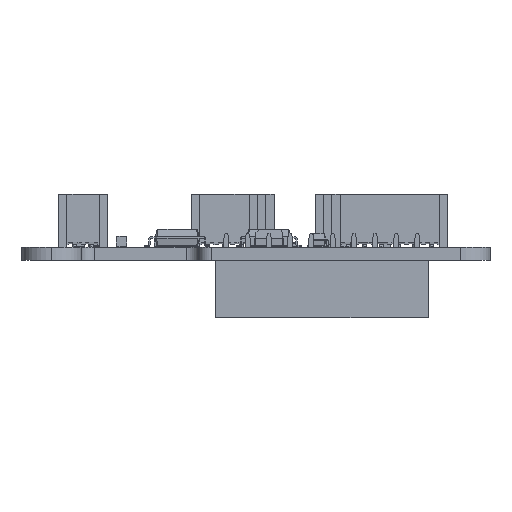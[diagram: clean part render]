
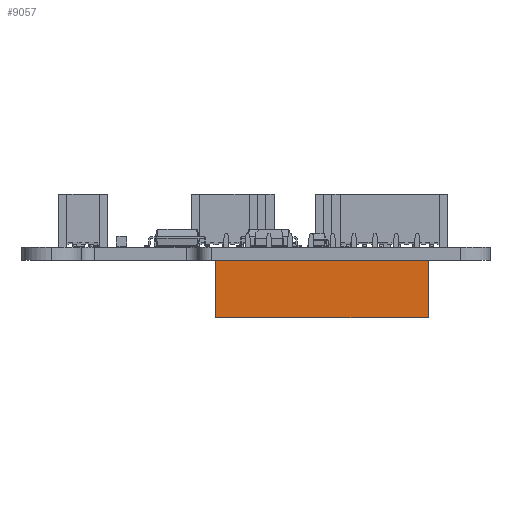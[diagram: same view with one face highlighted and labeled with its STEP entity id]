
A CAD part, left-side view. The second image highlights one B-rep face of the part: STEP entity #9057.
In plain terms, the highlighted face is planar.
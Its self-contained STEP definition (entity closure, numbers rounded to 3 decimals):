
#9057 = ADVANCED_FACE('',(#9058),#9092,.F.);
#9058 = FACE_BOUND('',#9059,.F.);
#9059 = EDGE_LOOP('',(#9060,#9070,#9078,#9086));
#9060 = ORIENTED_EDGE('',*,*,#9061,.T.);
#9061 = EDGE_CURVE('',#9062,#9064,#9066,.T.);
#9062 = VERTEX_POINT('',#9063);
#9063 = CARTESIAN_POINT('',(1.27,-24.13,0.));
#9064 = VERTEX_POINT('',#9065);
#9065 = CARTESIAN_POINT('',(1.27,-24.13,7.));
#9066 = LINE('',#9067,#9068);
#9067 = CARTESIAN_POINT('',(1.27,-24.13,0.));
#9068 = VECTOR('',#9069,1.);
#9069 = DIRECTION('',(0.,0.,1.));
#9070 = ORIENTED_EDGE('',*,*,#9071,.T.);
#9071 = EDGE_CURVE('',#9064,#9072,#9074,.T.);
#9072 = VERTEX_POINT('',#9073);
#9073 = CARTESIAN_POINT('',(1.27,1.27,7.));
#9074 = LINE('',#9075,#9076);
#9075 = CARTESIAN_POINT('',(1.27,-24.13,7.));
#9076 = VECTOR('',#9077,1.);
#9077 = DIRECTION('',(0.,1.,0.));
#9078 = ORIENTED_EDGE('',*,*,#9079,.F.);
#9079 = EDGE_CURVE('',#9080,#9072,#9082,.T.);
#9080 = VERTEX_POINT('',#9081);
#9081 = CARTESIAN_POINT('',(1.27,1.27,0.));
#9082 = LINE('',#9083,#9084);
#9083 = CARTESIAN_POINT('',(1.27,1.27,0.));
#9084 = VECTOR('',#9085,1.);
#9085 = DIRECTION('',(0.,0.,1.));
#9086 = ORIENTED_EDGE('',*,*,#9087,.F.);
#9087 = EDGE_CURVE('',#9062,#9080,#9088,.T.);
#9088 = LINE('',#9089,#9090);
#9089 = CARTESIAN_POINT('',(1.27,-24.13,0.));
#9090 = VECTOR('',#9091,1.);
#9091 = DIRECTION('',(0.,1.,0.));
#9092 = PLANE('',#9093);
#9093 = AXIS2_PLACEMENT_3D('',#9094,#9095,#9096);
#9094 = CARTESIAN_POINT('',(1.27,-24.13,0.));
#9095 = DIRECTION('',(-1.,0.,0.));
#9096 = DIRECTION('',(0.,1.,0.));
